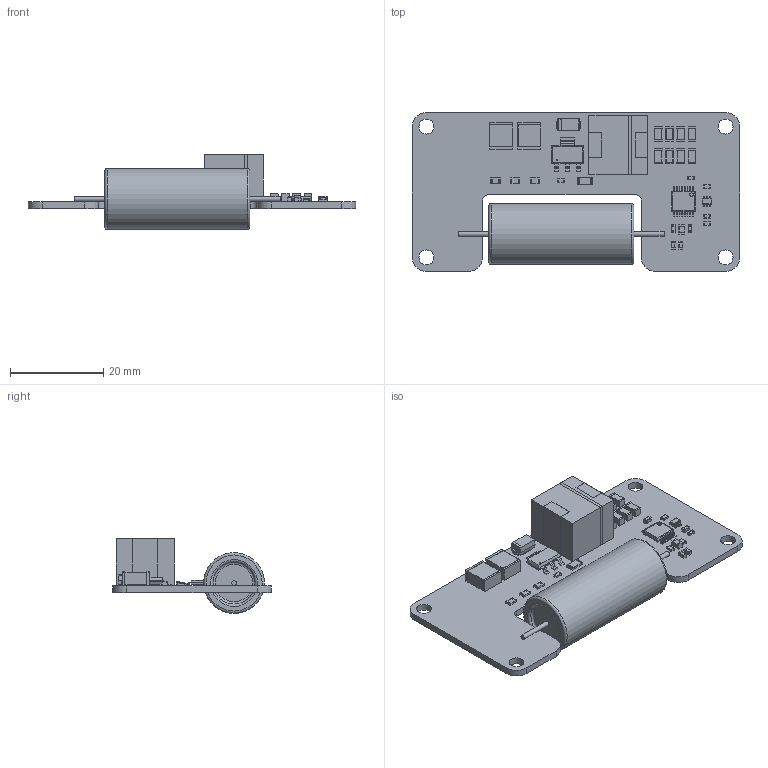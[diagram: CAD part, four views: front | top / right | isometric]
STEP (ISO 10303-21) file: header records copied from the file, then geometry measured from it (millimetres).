
FILE_DESCRIPTION(('KiCad electronic assembly'),'2;1');
FILE_NAME('boost-converter-module-V1.0.step','2025-04-05T21:41:05',( 'Pcbnew'),('Kicad'),'Open CASCADE STEP processor 7.8', 'KiCad to STEP converter','Unknown');
FILE_SCHEMA(('AUTOMOTIVE_DESIGN { 1 0 10303 214 1 1 1 1 }'));
Length unit declared in the file: millimetre
Products named in the file (22): boost-converter-module-V1.0 1; C_0603_1608Metric; R_0805_2012Metric; R_1206_3216Metric; R_0603_1608Metric; C_0805_2012Metric; SRR1210-681M; C_1206_3216Metric; TPL0401B-10DCKR; BODY-SOT; LEAD-SOT; PIN1-ID; C_2220_5750Metric; lm5156h; BODY-TSSOP; LEAD-TSSOP; PIN1; DAP; STN3N40K3; 226TTA350M; D_SMA; dual-converter-boost-converter-module-V1.0_PCB
Assembly tree (56 placements, depth 3):
  boost-converter-module-V1.0 1
    C_0603_1608Metric  x4
    R_0805_2012Metric  x3
    R_1206_3216Metric
    R_0603_1608Metric  x5
    C_0805_2012Metric
    SRR1210-681M
    C_1206_3216Metric  x8
    TPL0401B-10DCKR
      BODY-SOT
      LEAD-SOT  x6
      PIN1-ID
    C_2220_5750Metric  x2
    lm5156h
      BODY-TSSOP
      LEAD-TSSOP  x14
      PIN1
      DAP
    STN3N40K3
    226TTA350M
    D_SMA
    dual-converter-boost-converter-module-V1.0_PCB
Bounding box: 70 x 34 x 16.01 mm (x, y, z)
Volume: 8555.9 mm3; surface area: 7524.8 mm2
Topology: 60 solids, 60 shells, 1238 faces, 3141 edges, 2057 vertices
Faces by surface type: plane 798, cylinder 410, sphere 16, bspline 10, torus 4
Full cylindrical faces by diameter (mm): 0.185 x1, 1 x2, 3.2 x4, 13 x1
Entity records: 19334 total; most frequent: CARTESIAN_POINT 3069, DIRECTION 2703, ORIENTED_EDGE 2646, EDGE_CURVE 1323, LINE 959, VECTOR 959, AXIS2_PLACEMENT_3D 872, VERTEX_POINT 853
